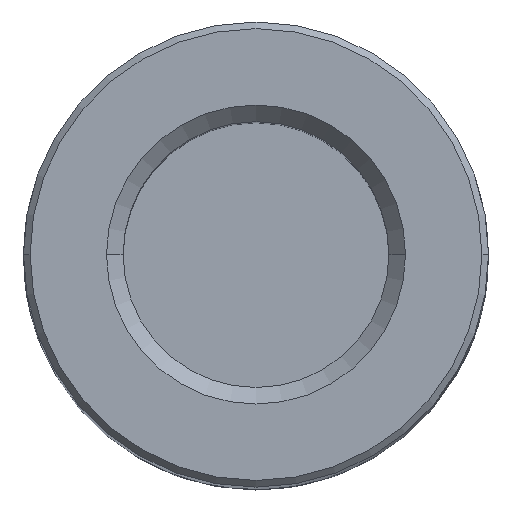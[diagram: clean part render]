
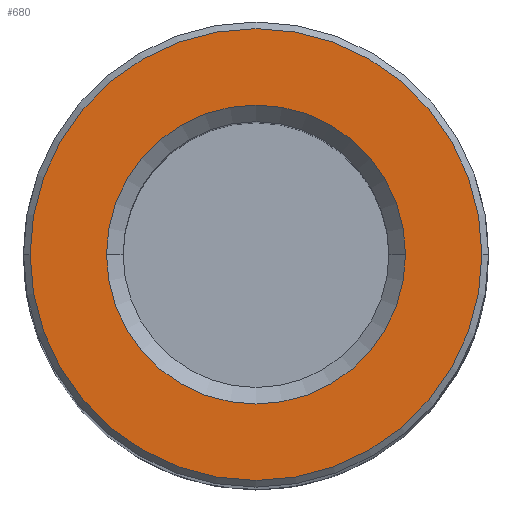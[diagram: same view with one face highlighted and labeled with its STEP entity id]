
A CAD part, top view. The second image highlights one B-rep face of the part: STEP entity #680.
In plain terms, the highlighted planar face has unit normal (0, 0, 1).
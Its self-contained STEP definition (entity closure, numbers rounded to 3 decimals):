
#5 = CARTESIAN_POINT ( 'NONE',  ( -17., 0., 125. ) ) ;
#11 = CARTESIAN_POINT ( 'NONE',  ( 0., 0., 125. ) ) ;
#25 = VERTEX_POINT ( 'NONE', #687 ) ;
#32 = AXIS2_PLACEMENT_3D ( 'NONE', #482, #1236, #658 ) ;
#91 = DIRECTION ( 'NONE',  ( 0., 0., 1. ) ) ;
#117 = ORIENTED_EDGE ( 'NONE', *, *, #629, .T. ) ;
#119 = CARTESIAN_POINT ( 'NONE',  ( 17., 0., 125. ) ) ;
#123 = CARTESIAN_POINT ( 'NONE',  ( -11.25, 0., 125. ) ) ;
#133 = EDGE_CURVE ( 'NONE', #643, #25, #438, .T. ) ;
#209 = VERTEX_POINT ( 'NONE', #5 ) ;
#220 = DIRECTION ( 'NONE',  ( 0., 0., 1. ) ) ;
#240 = AXIS2_PLACEMENT_3D ( 'NONE', #11, #1151, #271 ) ;
#271 = DIRECTION ( 'NONE',  ( 1., 0., 0. ) ) ;
#310 = DIRECTION ( 'NONE',  ( 1., 0., 0. ) ) ;
#438 = CIRCLE ( 'NONE', #1144, 11.25 ) ;
#461 = EDGE_CURVE ( 'NONE', #25, #643, #800, .T. ) ;
#482 = CARTESIAN_POINT ( 'NONE',  ( 0., 0., 125. ) ) ;
#549 = EDGE_LOOP ( 'NONE', ( #822, #117 ) ) ;
#561 = ORIENTED_EDGE ( 'NONE', *, *, #461, .F. ) ;
#576 = VERTEX_POINT ( 'NONE', #119 ) ;
#581 = ORIENTED_EDGE ( 'NONE', *, *, #133, .F. ) ;
#606 = AXIS2_PLACEMENT_3D ( 'NONE', #1101, #917, #1226 ) ;
#629 = EDGE_CURVE ( 'NONE', #576, #209, #662, .T. ) ;
#643 = VERTEX_POINT ( 'NONE', #123 ) ;
#658 = DIRECTION ( 'NONE',  ( 1., 0., 0. ) ) ;
#662 = CIRCLE ( 'NONE', #839, 17. ) ;
#680 = ADVANCED_FACE ( 'NONE', ( #845, #1222 ), #1217, .T. ) ;
#687 = CARTESIAN_POINT ( 'NONE',  ( 11.25, 0., 125. ) ) ;
#777 = EDGE_LOOP ( 'NONE', ( #561, #581 ) ) ;
#800 = CIRCLE ( 'NONE', #240, 11.25 ) ;
#812 = CARTESIAN_POINT ( 'NONE',  ( 0., 0., 125. ) ) ;
#822 = ORIENTED_EDGE ( 'NONE', *, *, #1228, .T. ) ;
#839 = AXIS2_PLACEMENT_3D ( 'NONE', #812, #220, #310 ) ;
#845 = FACE_OUTER_BOUND ( 'NONE', #549, .T. ) ;
#917 = DIRECTION ( 'NONE',  ( 0., 0., 1. ) ) ;
#948 = DIRECTION ( 'NONE',  ( 1., 0., 0. ) ) ;
#1031 = CARTESIAN_POINT ( 'NONE',  ( 0., 0., 125. ) ) ;
#1044 = CIRCLE ( 'NONE', #32, 17. ) ;
#1101 = CARTESIAN_POINT ( 'NONE',  ( 0., 0., 125. ) ) ;
#1144 = AXIS2_PLACEMENT_3D ( 'NONE', #1031, #91, #948 ) ;
#1151 = DIRECTION ( 'NONE',  ( 0., 0., 1. ) ) ;
#1217 = PLANE ( 'NONE',  #606 ) ;
#1222 = FACE_BOUND ( 'NONE', #777, .T. ) ;
#1226 = DIRECTION ( 'NONE',  ( 1., 0., 0. ) ) ;
#1228 = EDGE_CURVE ( 'NONE', #209, #576, #1044, .T. ) ;
#1236 = DIRECTION ( 'NONE',  ( 0., 0., 1. ) ) ;
